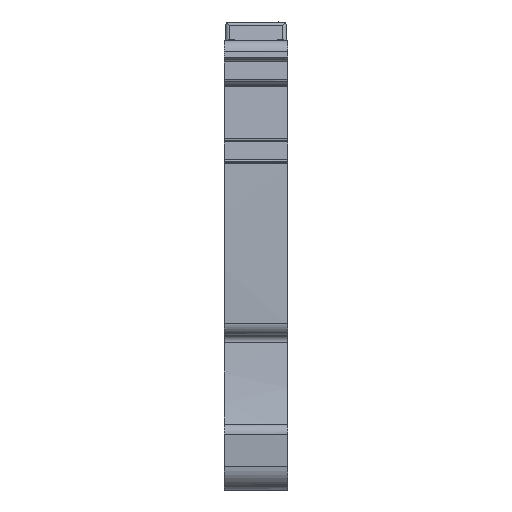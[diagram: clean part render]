
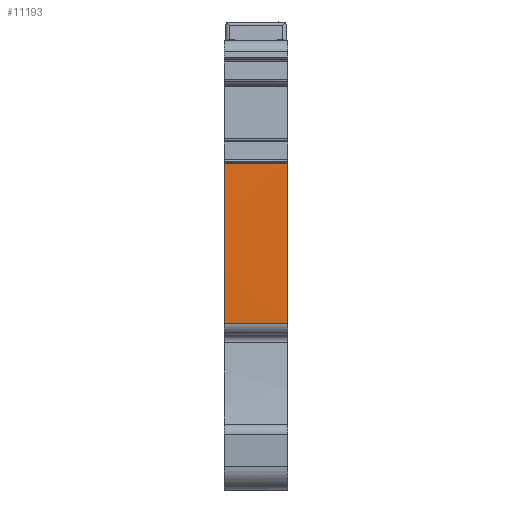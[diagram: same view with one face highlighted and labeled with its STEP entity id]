
A CAD part, front view. The second image highlights one B-rep face of the part: STEP entity #11193.
In plain terms, the highlighted cylindrical face has radius 154.9 mm (diameter 309.8 mm), a partial arc.
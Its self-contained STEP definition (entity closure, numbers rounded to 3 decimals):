
#5994=AXIS2_PLACEMENT_3D('Circle Axis2P3D',#5992,#5993,$) ;
#6001=AXIS2_PLACEMENT_3D('Circle Axis2P3D',#5999,#6000,$) ;
#10572=AXIS2_PLACEMENT_3D('Cylinder Axis2P3D',#10569,#10570,#10571) ;
#2002=CARTESIAN_POINT('Vertex',(5.1,1.761,26.266)) ;
#2006=CARTESIAN_POINT('Control Point',(5.1,1.761,26.266)) ;
#2007=CARTESIAN_POINT('Control Point',(5.1,1.608,23.706)) ;
#2008=CARTESIAN_POINT('Control Point',(5.1,1.509,21.144)) ;
#2009=CARTESIAN_POINT('Control Point',(5.1,1.462,18.578)) ;
#2010=CARTESIAN_POINT('Control Point',(5.1,1.469,16.013)) ;
#2011=CARTESIAN_POINT('Control Point',(5.1,1.528,13.45)) ;
#2012=CARTESIAN_POINT('Vertex',(5.1,1.528,13.45)) ;
#2016=CARTESIAN_POINT('Control Point',(5.1,1.528,13.45)) ;
#2017=CARTESIAN_POINT('Control Point',(5.1,1.528,13.445)) ;
#2018=CARTESIAN_POINT('Control Point',(5.1,1.529,13.441)) ;
#2019=CARTESIAN_POINT('Control Point',(5.1,1.529,13.436)) ;
#2020=CARTESIAN_POINT('Control Point',(5.1,1.529,13.431)) ;
#2021=CARTESIAN_POINT('Control Point',(5.1,1.529,13.427)) ;
#2022=CARTESIAN_POINT('Vertex',(5.1,1.529,13.427)) ;
#5989=CARTESIAN_POINT('Vertex',(0.,1.529,13.427)) ;
#5992=CARTESIAN_POINT('Axis2P3D Location',(0.,156.391,17.05)) ;
#5996=CARTESIAN_POINT('Vertex',(0.,1.528,13.45)) ;
#5999=CARTESIAN_POINT('Axis2P3D Location',(0.,156.387,17.05)) ;
#6003=CARTESIAN_POINT('Vertex',(0.,1.761,26.266)) ;
#10569=CARTESIAN_POINT('Axis2P3D Location',(2.55,156.387,17.05)) ;
#11167=CARTESIAN_POINT('Line Origine',(2.55,1.761,26.266)) ;
#11180=CARTESIAN_POINT('Line Origine',(2.55,1.529,13.427)) ;
#5993=DIRECTION('Axis2P3D Direction',(1.,0.,0.)) ;
#6000=DIRECTION('Axis2P3D Direction',(1.,0.,0.)) ;
#10570=DIRECTION('Axis2P3D Direction',(1.,0.,0.)) ;
#10571=DIRECTION('Axis2P3D XDirection',(0.,-0.993,0.118)) ;
#11168=DIRECTION('Vector Direction',(1.,0.,0.)) ;
#11181=DIRECTION('Vector Direction',(1.,0.,0.)) ;
#11169=VECTOR('Line Direction',#11168,1.) ;
#11182=VECTOR('Line Direction',#11181,1.) ;
#11186=ORIENTED_EDGE('',*,*,#2014,.F.) ;
#11187=ORIENTED_EDGE('',*,*,#11171,.T.) ;
#11188=ORIENTED_EDGE('',*,*,#6005,.T.) ;
#11189=ORIENTED_EDGE('',*,*,#5998,.T.) ;
#11190=ORIENTED_EDGE('',*,*,#11184,.T.) ;
#11191=ORIENTED_EDGE('',*,*,#2024,.F.) ;
#11193=ADVANCED_FACE('MLD',(#11192),#10573,.T.) ;
#2005=B_SPLINE_CURVE_WITH_KNOTS('',5,(#2006,#2007,#2008,#2009,#2010,#2011),.UNSPECIFIED.,.F.,.U.,(6,6),(0.,18.13),.UNSPECIFIED.) ;
#2015=B_SPLINE_CURVE_WITH_KNOTS('',5,(#2016,#2017,#2018,#2019,#2020,#2021),.UNSPECIFIED.,.F.,.U.,(6,6),(0.,0.033),.UNSPECIFIED.) ;
#5995=CIRCLE('generated circle',#5994,154.905) ;
#6002=CIRCLE('generated circle',#6001,154.9) ;
#10573=CYLINDRICAL_SURFACE('generated cylinder',#10572,154.9) ;
#2014=EDGE_CURVE('',#2003,#2013,#2005,.T.) ;
#2024=EDGE_CURVE('',#2013,#2023,#2015,.T.) ;
#5998=EDGE_CURVE('',#5997,#5990,#5995,.T.) ;
#6005=EDGE_CURVE('',#6004,#5997,#6002,.T.) ;
#11171=EDGE_CURVE('',#2003,#6004,#11170,.F.) ;
#11184=EDGE_CURVE('',#5990,#2023,#11183,.T.) ;
#11185=EDGE_LOOP('',(#11186,#11187,#11188,#11189,#11190,#11191)) ;
#11192=FACE_OUTER_BOUND('',#11185,.T.) ;
#11170=LINE('Line',#11167,#11169) ;
#11183=LINE('Line',#11180,#11182) ;
#2003=VERTEX_POINT('',#2002) ;
#2013=VERTEX_POINT('',#2012) ;
#2023=VERTEX_POINT('',#2022) ;
#5990=VERTEX_POINT('',#5989) ;
#5997=VERTEX_POINT('',#5996) ;
#6004=VERTEX_POINT('',#6003) ;
